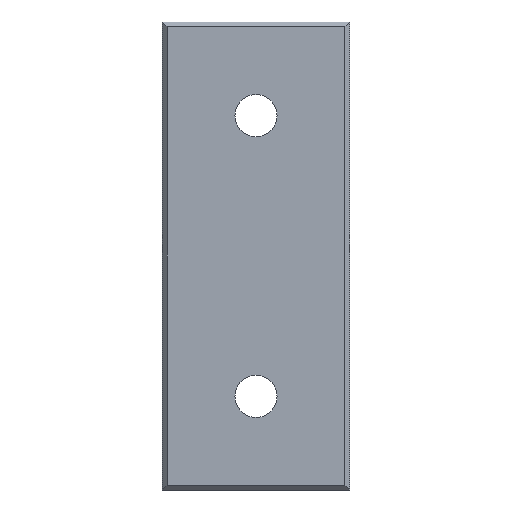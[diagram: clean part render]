
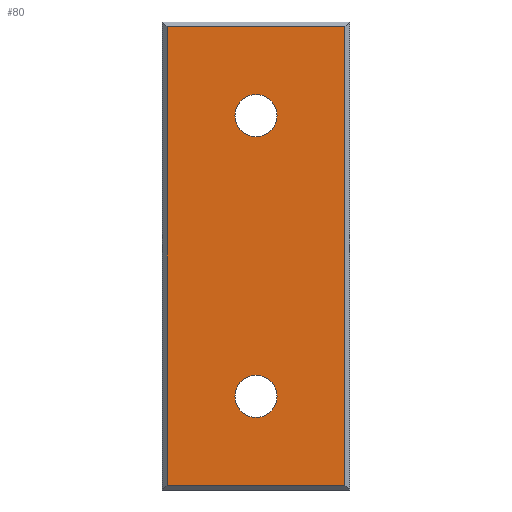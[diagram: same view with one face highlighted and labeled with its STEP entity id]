
A CAD part, front view. The second image highlights one B-rep face of the part: STEP entity #80.
In plain terms, the highlighted planar face has unit normal (0, -1, 0).
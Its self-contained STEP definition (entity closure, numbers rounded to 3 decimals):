
#80 = ADVANCED_FACE( '', ( #108, #109, #110 ), #111, .T. );
#108 = FACE_BOUND( '', #164, .T. );
#109 = FACE_BOUND( '', #165, .T. );
#110 = FACE_OUTER_BOUND( '', #166, .T. );
#111 = PLANE( '', #167 );
#164 = EDGE_LOOP( '', ( #245 ) );
#165 = EDGE_LOOP( '', ( #246 ) );
#166 = EDGE_LOOP( '', ( #247, #248, #249, #250 ) );
#167 = AXIS2_PLACEMENT_3D( '', #251, #252, #253 );
#245 = ORIENTED_EDGE( '', *, *, #370, .F. );
#246 = ORIENTED_EDGE( '', *, *, #371, .F. );
#247 = ORIENTED_EDGE( '', *, *, #369, .F. );
#248 = ORIENTED_EDGE( '', *, *, #372, .T. );
#249 = ORIENTED_EDGE( '', *, *, #373, .T. );
#250 = ORIENTED_EDGE( '', *, *, #356, .T. );
#251 = CARTESIAN_POINT( '', ( -19., 0., -100. ) );
#252 = DIRECTION( '', ( 0., -1., 0. ) );
#253 = DIRECTION( '', ( 0., 0., -1. ) );
#356 = EDGE_CURVE( '', #398, #399, #400, .T. );
#369 = EDGE_CURVE( '', #419, #399, #421, .T. );
#370 = EDGE_CURVE( '', #422, #422, #423, .T. );
#371 = EDGE_CURVE( '', #424, #424, #425, .T. );
#372 = EDGE_CURVE( '', #419, #426, #427, .T. );
#373 = EDGE_CURVE( '', #426, #398, #428, .T. );
#398 = VERTEX_POINT( '', #466 );
#399 = VERTEX_POINT( '', #467 );
#400 = LINE( '', #468, #469 );
#419 = VERTEX_POINT( '', #499 );
#421 = LINE( '', #502, #503 );
#422 = VERTEX_POINT( '', #504 );
#423 = CIRCLE( '', #505, 4.5 );
#424 = VERTEX_POINT( '', #506 );
#425 = CIRCLE( '', #507, 4.5 );
#426 = VERTEX_POINT( '', #508 );
#427 = LINE( '', #509, #510 );
#428 = LINE( '', #511, #512 );
#466 = CARTESIAN_POINT( '', ( 19., 0., -1. ) );
#467 = CARTESIAN_POINT( '', ( -19., 0., -1. ) );
#468 = CARTESIAN_POINT( '', ( -19., 0., -1. ) );
#469 = VECTOR( '', #550, 1000. );
#499 = CARTESIAN_POINT( '', ( -19., 0., -99. ) );
#502 = CARTESIAN_POINT( '', ( -19., 0., -100. ) );
#503 = VECTOR( '', #563, 1000. );
#504 = CARTESIAN_POINT( '', ( 0., 0., -84.5 ) );
#505 = AXIS2_PLACEMENT_3D( '', #564, #565, #566 );
#506 = CARTESIAN_POINT( '', ( 0., 0., -24.5 ) );
#507 = AXIS2_PLACEMENT_3D( '', #567, #568, #569 );
#508 = CARTESIAN_POINT( '', ( 19., 0., -99. ) );
#509 = CARTESIAN_POINT( '', ( -19., 0., -99. ) );
#510 = VECTOR( '', #570, 1000. );
#511 = CARTESIAN_POINT( '', ( 19., 0., -100. ) );
#512 = VECTOR( '', #571, 1000. );
#550 = DIRECTION( '', ( -1., 0., 0. ) );
#563 = DIRECTION( '', ( 0., 0., 1. ) );
#564 = CARTESIAN_POINT( '', ( 0., 0., -80. ) );
#565 = DIRECTION( '', ( 0., -1., 0. ) );
#566 = DIRECTION( '', ( 0., 0., -1. ) );
#567 = CARTESIAN_POINT( '', ( 0., 0., -20. ) );
#568 = DIRECTION( '', ( 0., -1., 0. ) );
#569 = DIRECTION( '', ( 0., 0., -1. ) );
#570 = DIRECTION( '', ( 1., 0., 0. ) );
#571 = DIRECTION( '', ( 0., 0., 1. ) );
